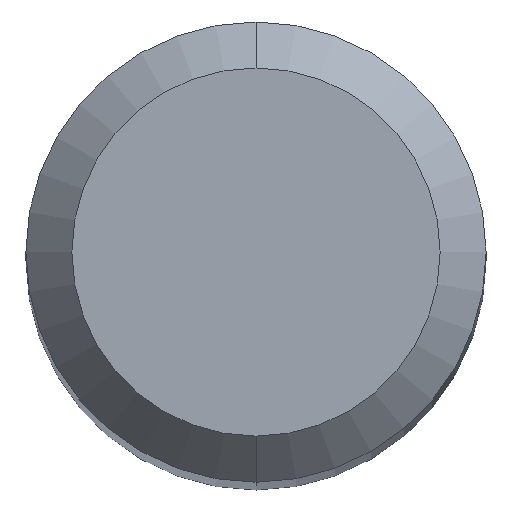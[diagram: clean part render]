
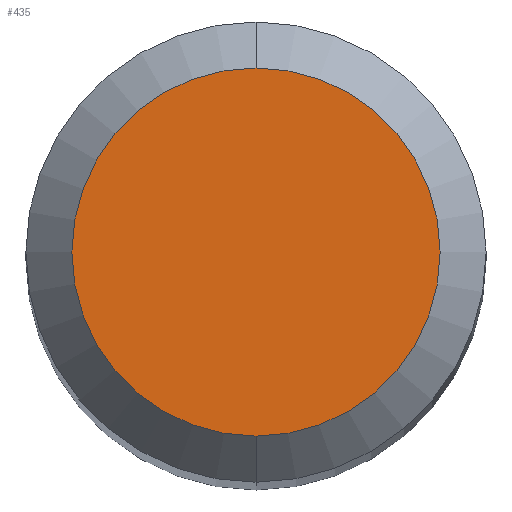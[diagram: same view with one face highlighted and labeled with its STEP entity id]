
A CAD part, top view. The second image highlights one B-rep face of the part: STEP entity #435.
In plain terms, the highlighted planar face has unit normal (0, 0, 1).
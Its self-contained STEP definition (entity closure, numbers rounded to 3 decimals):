
#169=VERTEX_POINT('',#460);
#175=VERTEX_POINT('',#466);
#277=EDGE_CURVE('',#169,#175,#578,.T.);
#313=EDGE_CURVE('',#175,#169,#618,.T.);
#435=ADVANCED_FACE('',(#753),#754,.T.);
#460=CARTESIAN_POINT('',(0.0,1.2,28.233));
#466=CARTESIAN_POINT('',(0.,-1.2,28.233));
#578=CIRCLE('',#1019,1.2);
#618=CIRCLE('',#1095,1.2);
#753=FACE_OUTER_BOUND('',#1415,.T.);
#754=PLANE('',#1416);
#1019=AXIS2_PLACEMENT_3D('',#1552,#1553,#1554);
#1095=AXIS2_PLACEMENT_3D('',#1599,#1600,#1601);
#1415=EDGE_LOOP('',(#1752,#1753));
#1416=AXIS2_PLACEMENT_3D('',#1754,#1755,#1756);
#1552=CARTESIAN_POINT('',(0.0,0.0,28.233));
#1553=DIRECTION('',(0.0,0.0,-1.0));
#1554=DIRECTION('',(0.0,1.0,0.0));
#1599=CARTESIAN_POINT('',(0.0,0.0,28.233));
#1600=DIRECTION('',(0.0,0.0,-1.0));
#1601=DIRECTION('',(0.0,1.0,0.0));
#1752=ORIENTED_EDGE('',*,*,#277,.F.);
#1753=ORIENTED_EDGE('',*,*,#313,.F.);
#1754=CARTESIAN_POINT('',(0.0,0.6,28.233));
#1755=DIRECTION('',(-0.0,0.0,1.0));
#1756=DIRECTION('',(0.0,-1.0,0.0));
